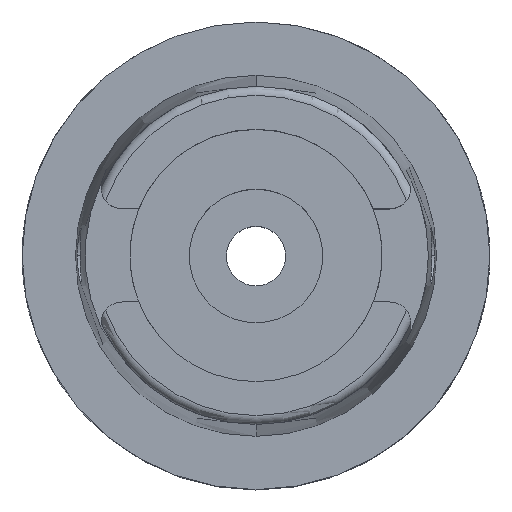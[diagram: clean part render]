
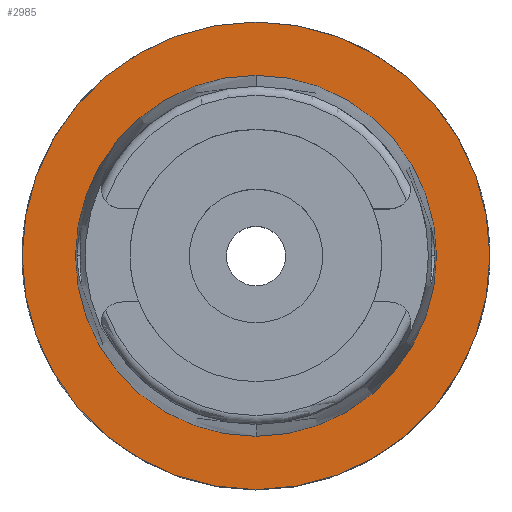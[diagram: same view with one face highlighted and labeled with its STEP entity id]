
A CAD part, top view. The second image highlights one B-rep face of the part: STEP entity #2985.
In plain terms, the highlighted planar face has unit normal (0, 0, 1).
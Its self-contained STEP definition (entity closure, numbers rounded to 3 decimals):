
#614=CARTESIAN_POINT('',(0.,0.,0.));
#615=DIRECTION('',(0.,0.,-1.));
#616=DIRECTION('',(0.,-1.,0.));
#617=AXIS2_PLACEMENT_3D('',#614,#615,#616);
#622=CARTESIAN_POINT('',(0.,0.,0.));
#623=DIRECTION('',(0.,0.,-1.));
#624=DIRECTION('',(0.,1.,0.));
#625=AXIS2_PLACEMENT_3D('',#622,#623,#624);
#630=CARTESIAN_POINT('',(0.,0.,0.));
#631=DIRECTION('',(0.,0.,1.));
#632=DIRECTION('',(0.,-1.,0.));
#633=AXIS2_PLACEMENT_3D('',#630,#631,#632);
#638=CARTESIAN_POINT('',(0.,0.,0.));
#639=DIRECTION('',(0.,0.,1.));
#640=DIRECTION('',(0.,1.,0.));
#641=AXIS2_PLACEMENT_3D('',#638,#639,#640);
#2329=CARTESIAN_POINT('',(0.,-24.315,0.));
#2330=VERTEX_POINT('',#2329);
#2331=CARTESIAN_POINT('',(0.,24.315,0.));
#2332=VERTEX_POINT('',#2331);
#2599=CARTESIAN_POINT('',(0.,31.5,0.));
#2600=VERTEX_POINT('',#2599);
#2601=CARTESIAN_POINT('',(0.,-31.5,0.));
#2602=VERTEX_POINT('',#2601);
#2970=CARTESIAN_POINT('',(0.,0.,0.));
#2971=DIRECTION('',(0.,0.,1.));
#2972=DIRECTION('',(0.,1.,0.));
#2973=AXIS2_PLACEMENT_3D('',#2970,#2971,#2972);
#2974=PLANE('',#2973);
#2976=ORIENTED_EDGE('',*,*,#2975,.T.);
#2978=ORIENTED_EDGE('',*,*,#2977,.T.);
#2979=EDGE_LOOP('',(#2976,#2978));
#2980=FACE_OUTER_BOUND('',#2979,.F.);
#2981=ORIENTED_EDGE('',*,*,#2928,.T.);
#2982=ORIENTED_EDGE('',*,*,#2721,.T.);
#2983=EDGE_LOOP('',(#2981,#2982));
#2984=FACE_BOUND('',#2983,.F.);
#618=CIRCLE('',#617,31.5);
#626=CIRCLE('',#625,31.5);
#634=CIRCLE('',#633,24.315);
#642=CIRCLE('',#641,24.315);
#2721=EDGE_CURVE('',#2332,#2330,#642,.T.);
#2928=EDGE_CURVE('',#2330,#2332,#634,.T.);
#2975=EDGE_CURVE('',#2602,#2600,#618,.T.);
#2977=EDGE_CURVE('',#2600,#2602,#626,.T.);
#2985=ADVANCED_FACE('',(#2980,#2984),#2974,.T.);
